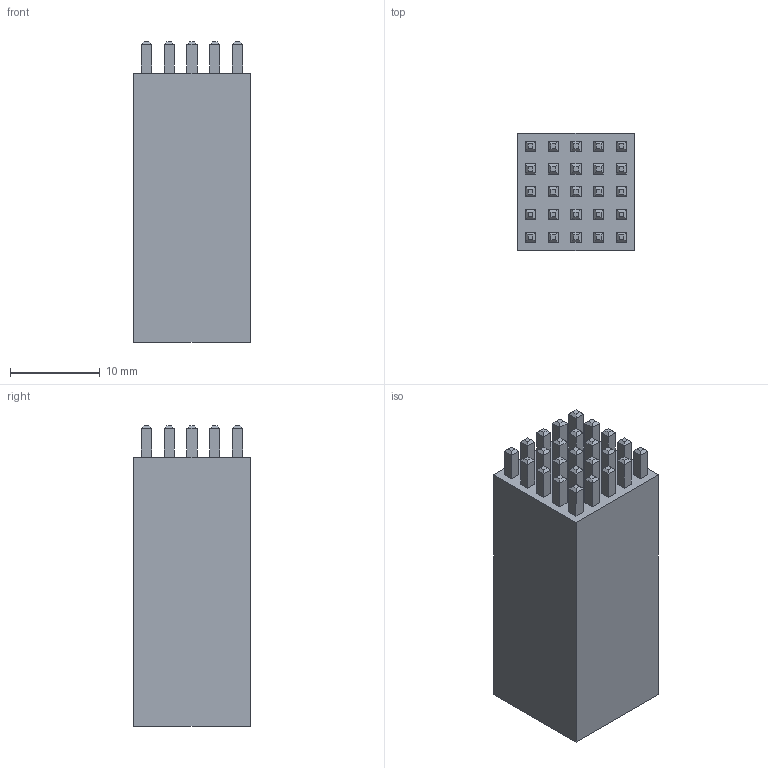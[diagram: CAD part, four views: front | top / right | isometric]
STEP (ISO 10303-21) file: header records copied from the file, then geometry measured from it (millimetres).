
FILE_DESCRIPTION (( 'STEP AP203' ), '1' );
FILE_NAME ('94928-A.STEP', '2013-12-17T19:26:47', ( 'Hajo' ), ( 'Microsoft' ), 'SwSTEP 2.0', 'SolidWorks 2011', '' );
FILE_SCHEMA (( 'CONFIG_CONTROL_DESIGN' ));
Length unit declared in the file: millimetre
Products named in the file (1): 94928-A
Bounding box: 13 x 13 x 33.5 mm (x, y, z)
Volume: 4571.7 mm3; surface area: 2617.8 mm2
Topology: 1 solids, 1 shells, 235 faces, 522 edges, 313 vertices
Faces by surface type: plane 231, cylinder 2, cone 2
Entity records: 6287 total; most frequent: CARTESIAN_POINT 1069, ORIENTED_EDGE 1040, DIRECTION 996, EDGE_CURVE 520, LINE 516, VECTOR 516, VERTEX_POINT 313, EDGE_LOOP 261
